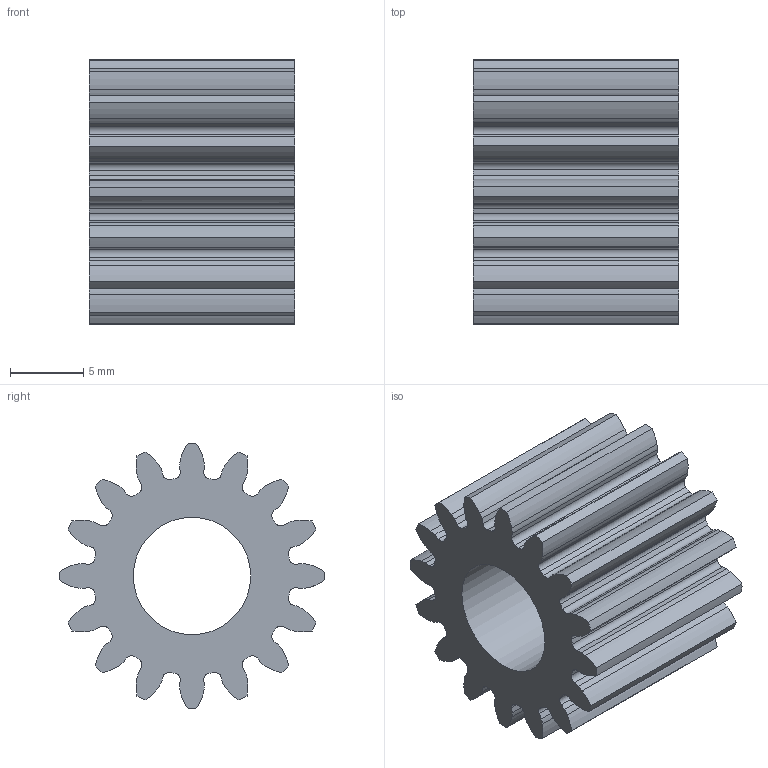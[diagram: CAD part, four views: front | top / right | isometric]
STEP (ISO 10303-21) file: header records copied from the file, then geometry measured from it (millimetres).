
FILE_DESCRIPTION(/* description */ (''),/* implementation_level */ '2;1');
FILE_NAME(/* name */ 'Spur gear shaped shim v2.step',/* time_stamp */ '2024-05-28T21:02:17+01:00',/* author */ (''),/* organization */ (''),/* preprocessor_version */ 'ST-DEVELOPER v20',/* originating_system */ 'Autodesk Translation Framework v12.20.1.177',/* authorisation */ '');
FILE_SCHEMA (('AUTOMOTIVE_DESIGN { 1 0 10303 214 3 1 1 }'));
Length unit declared in the file: millimetre
Products named in the file (1): Spur gear shaped hole plug
Bounding box: 14 x 18 x 18 mm (x, y, z)
Volume: 2034.7 mm3; surface area: 2045.6 mm2
Topology: 1 solids, 1 shells, 163 faces, 483 edges, 322 vertices
Faces by surface type: cylinder 65, bspline 64, plane 34
Full cylindrical faces by diameter (mm): 8 x1
Entity records: 5894 total; most frequent: CARTESIAN_POINT 1807, ORIENTED_EDGE 966, DIRECTION 685, EDGE_CURVE 483, VERTEX_POINT 322, AXIS2_PLACEMENT_3D 230, LINE 225, VECTOR 225
